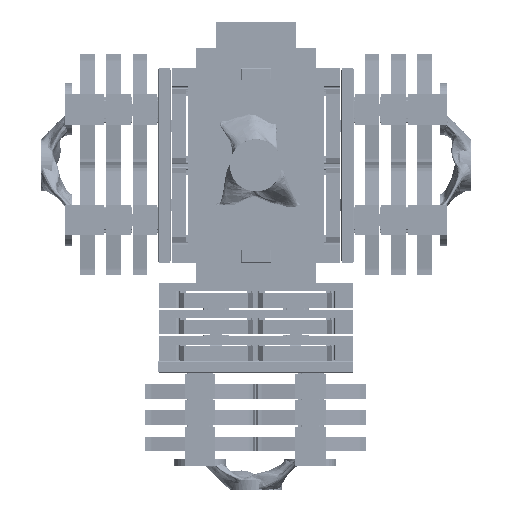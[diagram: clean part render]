
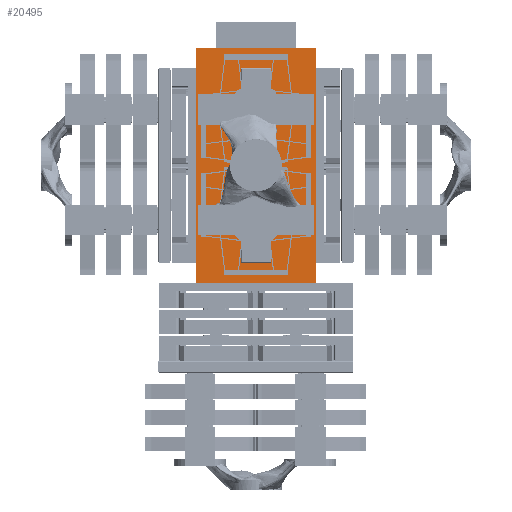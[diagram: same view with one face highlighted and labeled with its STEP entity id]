
A CAD part, left-side view. The second image highlights one B-rep face of the part: STEP entity #20495.
In plain terms, the highlighted planar face has unit normal (-1, 0, 0).
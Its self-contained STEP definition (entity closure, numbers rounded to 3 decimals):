
#1138=FACE_OUTER_BOUND('',#2267,.T.);
#2267=EDGE_LOOP('',(#13862,#13863,#13864,#13865));
#4050=LINE('',#29249,#6345);
#4051=LINE('',#29252,#6346);
#4052=LINE('',#29254,#6347);
#4053=LINE('',#29255,#6348);
#6345=VECTOR('',#23642,10.);
#6346=VECTOR('',#23645,10.);
#6347=VECTOR('',#23646,10.);
#6348=VECTOR('',#23647,10.);
#8614=VERTEX_POINT('',#29245);
#8615=VERTEX_POINT('',#29247);
#8616=VERTEX_POINT('',#29251);
#8617=VERTEX_POINT('',#29253);
#10640=EDGE_CURVE('',#8614,#8615,#4050,.T.);
#10641=EDGE_CURVE('',#8616,#8614,#4051,.T.);
#10642=EDGE_CURVE('',#8617,#8615,#4052,.T.);
#10643=EDGE_CURVE('',#8616,#8617,#4053,.T.);
#13862=ORIENTED_EDGE('',*,*,#10641,.T.);
#13863=ORIENTED_EDGE('',*,*,#10640,.T.);
#13864=ORIENTED_EDGE('',*,*,#10642,.F.);
#13865=ORIENTED_EDGE('',*,*,#10643,.F.);
#19700=PLANE('',#21763);
#20495=ADVANCED_FACE('',(#1138),#19700,.T.);
#21763=AXIS2_PLACEMENT_3D('',#29250,#23643,#23644);
#23642=DIRECTION('',(0.,0.,-1.));
#23643=DIRECTION('center_axis',(-1.,0.,0.));
#23644=DIRECTION('ref_axis',(0.,1.,0.));
#23645=DIRECTION('',(0.,1.,0.));
#23646=DIRECTION('',(0.,1.,0.));
#23647=DIRECTION('',(0.,0.,-1.));
#29245=CARTESIAN_POINT('',(-57.5,57.5,0.));
#29247=CARTESIAN_POINT('',(-57.5,57.5,-225.));
#29249=CARTESIAN_POINT('',(-57.5,57.5,0.));
#29250=CARTESIAN_POINT('Origin',(-57.5,-57.5,0.));
#29251=CARTESIAN_POINT('',(-57.5,-57.5,0.));
#29252=CARTESIAN_POINT('',(-57.5,-57.5,0.));
#29253=CARTESIAN_POINT('',(-57.5,-57.5,-225.));
#29254=CARTESIAN_POINT('',(-57.5,-57.5,-225.));
#29255=CARTESIAN_POINT('',(-57.5,-57.5,0.));
